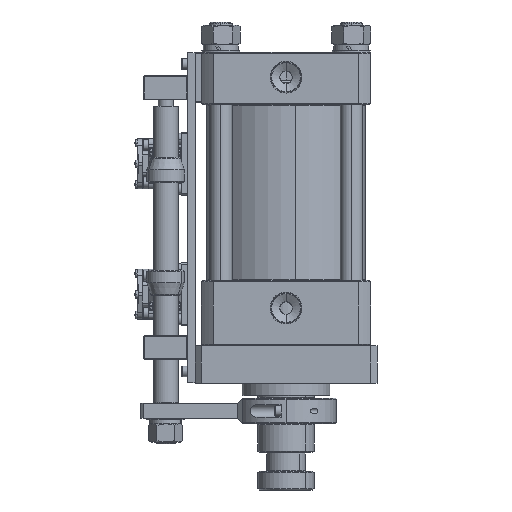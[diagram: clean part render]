
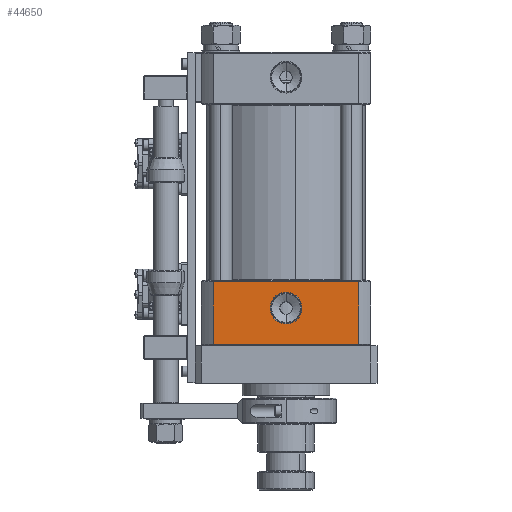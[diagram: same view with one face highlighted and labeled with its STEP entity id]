
A CAD part, front view. The second image highlights one B-rep face of the part: STEP entity #44650.
In plain terms, the highlighted planar face has unit normal (0, -1, 0).
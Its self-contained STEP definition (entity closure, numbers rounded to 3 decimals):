
#2690 = EDGE_CURVE ( 'NONE', #29301, #29300, #2816, .T. ) ;
#2692 = EDGE_CURVE ( 'NONE', #29408, #29406, #47743, .T. ) ;
#2694 = EDGE_CURVE ( 'NONE', #29408, #29409, #47744, .T. ) ;
#2695 = EDGE_CURVE ( 'NONE', #29407, #29409, #47745, .T. ) ;
#2742 = EDGE_CURVE ( 'NONE', #29406, #29407, #47759, .T. ) ;
#2816 = CIRCLE ( 'NONE', #2818, 12.64 ) ;
#2818 = AXIS2_PLACEMENT_3D ( 'NONE', #13176, #13177, #13178 ) ;
#2819 = VECTOR ( 'NONE', #13184, 1000. ) ;
#2821 = VECTOR ( 'NONE', #13190, 1000. ) ;
#2823 = VECTOR ( 'NONE', #13192, 1000. ) ;
#2891 = VECTOR ( 'NONE', #50237, 1000. ) ;
#5310 = EDGE_CURVE ( 'NONE', #29300, #29301, #51225, .T. ) ;
#13176 = CARTESIAN_POINT ( 'NONE',  ( 10766.36, -26023.585, 30. ) ) ;
#13177 = DIRECTION ( 'NONE',  ( 0., -1., 0. ) ) ;
#13178 = DIRECTION ( 'NONE',  ( 0., 0., -1. ) ) ;
#13183 = CARTESIAN_POINT ( 'NONE',  ( 10708.353, -26023.585, 51. ) ) ;
#13184 = DIRECTION ( 'NONE',  ( -1., 0., 0. ) ) ;
#13189 = CARTESIAN_POINT ( 'NONE',  ( 10824.366, -26023.585, 52. ) ) ;
#13190 = DIRECTION ( 'NONE',  ( 0., 0., -1. ) ) ;
#13191 = CARTESIAN_POINT ( 'NONE',  ( 10708.353, -26023.585, 1. ) ) ;
#13192 = DIRECTION ( 'NONE',  ( 1., 0., 0. ) ) ;
#18319 = FACE_BOUND ( 'NONE', #45563, .T. ) ;
#18320 = FACE_OUTER_BOUND ( 'NONE', #45561, .T. ) ;
#20036 = PLANE ( 'NONE',  #20094 ) ;
#20037 = CARTESIAN_POINT ( 'NONE',  ( 10708.353, -26023.585, 52. ) ) ;
#20038 = DIRECTION ( 'NONE',  ( 0., 1., 0. ) ) ;
#20039 = DIRECTION ( 'NONE',  ( 0., 0., 1. ) ) ;
#20094 = AXIS2_PLACEMENT_3D ( 'NONE', #20037, #20038, #20039 ) ;
#24255 = ORIENTED_EDGE ( 'NONE', *, *, #2694, .F. ) ;
#24256 = ORIENTED_EDGE ( 'NONE', *, *, #2690, .F. ) ;
#24257 = ORIENTED_EDGE ( 'NONE', *, *, #5310, .F. ) ;
#24258 = ORIENTED_EDGE ( 'NONE', *, *, #2742, .T. ) ;
#24259 = ORIENTED_EDGE ( 'NONE', *, *, #2692, .T. ) ;
#24260 = ORIENTED_EDGE ( 'NONE', *, *, #2695, .T. ) ;
#29300 = VERTEX_POINT ( 'NONE', #51596 ) ;
#29301 = VERTEX_POINT ( 'NONE', #51597 ) ;
#29406 = VERTEX_POINT ( 'NONE', #51702 ) ;
#29407 = VERTEX_POINT ( 'NONE', #51703 ) ;
#29408 = VERTEX_POINT ( 'NONE', #51704 ) ;
#29409 = VERTEX_POINT ( 'NONE', #51705 ) ;
#44650 = ADVANCED_FACE ( 'NONE', ( #18319, #18320 ), #20036, .F. ) ;
#45561 = EDGE_LOOP ( 'NONE', ( #24255, #24259, #24258, #24260 ) ) ;
#45563 = EDGE_LOOP ( 'NONE', ( #24256, #24257 ) ) ;
#47743 = LINE ( 'NONE', #13183, #2819 ) ;
#47744 = LINE ( 'NONE', #13189, #2821 ) ;
#47745 = LINE ( 'NONE', #13191, #2823 ) ;
#47759 = LINE ( 'NONE', #50236, #2891 ) ;
#50236 = CARTESIAN_POINT ( 'NONE',  ( 10708.353, -26023.585, 52. ) ) ;
#50237 = DIRECTION ( 'NONE',  ( 0., 0., -1. ) ) ;
#50805 = CARTESIAN_POINT ( 'NONE',  ( 10766.36, -26023.585, 30. ) ) ;
#50806 = DIRECTION ( 'NONE',  ( 0., -1., 0. ) ) ;
#50807 = DIRECTION ( 'NONE',  ( 0., 0., -1. ) ) ;
#51225 = CIRCLE ( 'NONE', #51227, 12.64 ) ;
#51227 = AXIS2_PLACEMENT_3D ( 'NONE', #50805, #50806, #50807 ) ;
#51596 = CARTESIAN_POINT ( 'NONE',  ( 10766.36, -26023.585, 42.64 ) ) ;
#51597 = CARTESIAN_POINT ( 'NONE',  ( 10766.36, -26023.585, 17.36 ) ) ;
#51702 = CARTESIAN_POINT ( 'NONE',  ( 10708.353, -26023.585, 51. ) ) ;
#51703 = CARTESIAN_POINT ( 'NONE',  ( 10708.353, -26023.585, 1. ) ) ;
#51704 = CARTESIAN_POINT ( 'NONE',  ( 10824.366, -26023.585, 51. ) ) ;
#51705 = CARTESIAN_POINT ( 'NONE',  ( 10824.366, -26023.585, 1. ) ) ;
